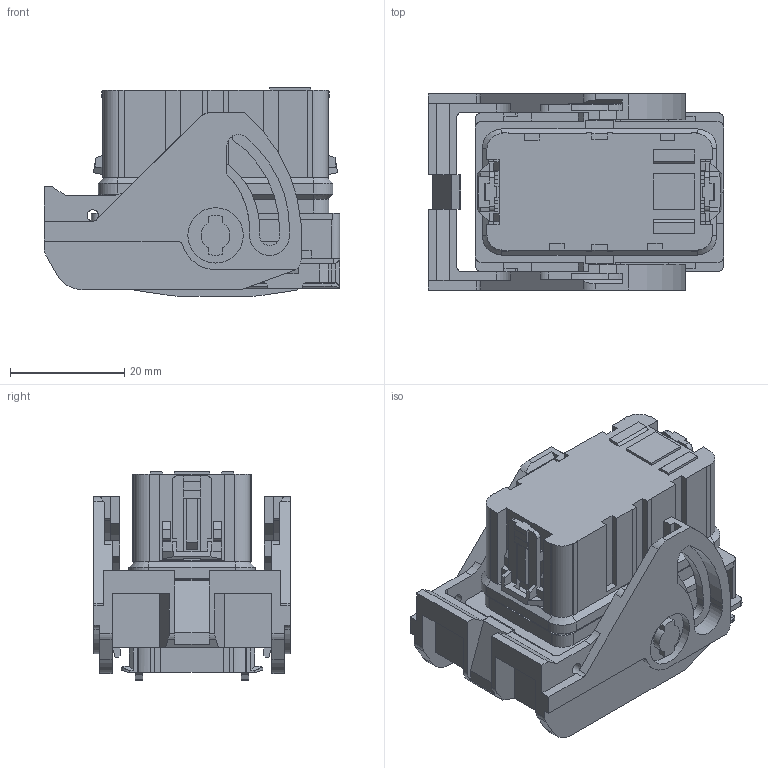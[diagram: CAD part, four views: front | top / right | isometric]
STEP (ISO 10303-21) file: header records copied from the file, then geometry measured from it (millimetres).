
FILE_DESCRIPTION(/* description */ (''),/* implementation_level */ '2;1');
FILE_NAME(/* name */ '33500419-ENV10_01-CONN.stp',/* time_stamp */ '2023-06-28T13:13:47+08:00',/* author */ (''),/* organization */ (''),/* preprocessor_version */ 'ST-DEVELOPER v16',/* originating_system */ 'SIEMENS PLM Software NX 11.0',/* authorisation */ '');
FILE_SCHEMA (('AUTOMOTIVE_DESIGN { 1 0 10303 214 3 1 1 1 }'));
Length unit declared in the file: millimetre
Products named in the file (1): 33500419-ENV10_01-CONN
Bounding box: 51.75 x 34.4 x 36.6 mm (x, y, z)
Volume: 32934.2 mm3; surface area: 17448.1 mm2
Topology: 1 solids, 1 shells, 872 faces, 2533 edges, 1654 vertices
Faces by surface type: plane 719, cylinder 137, cone 12, bspline 4
Full cylindrical faces by diameter (mm): 2 x2, 5.05 x4, 9.7 x2
Entity records: 28830 total; most frequent: CARTESIAN_POINT 5566, ORIENTED_EDGE 5036, DIRECTION 4548, EDGE_CURVE 2518, LINE 2202, VECTOR 2202, VERTEX_POINT 1647, AXIS2_PLACEMENT_3D 1173
